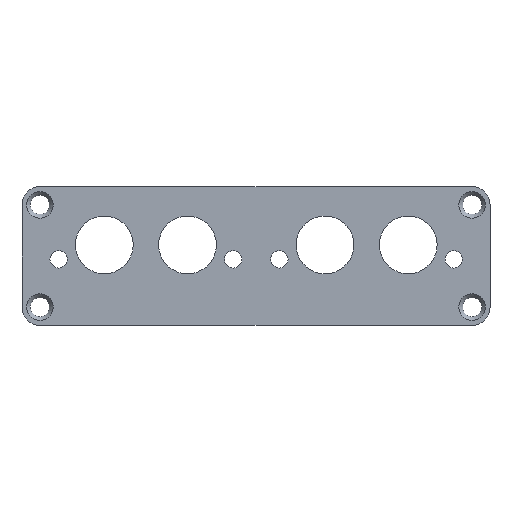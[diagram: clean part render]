
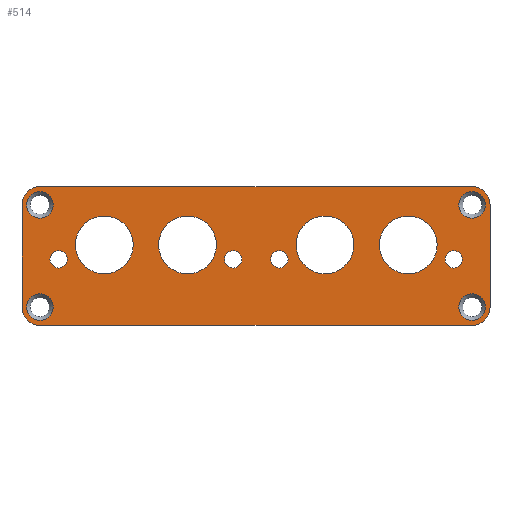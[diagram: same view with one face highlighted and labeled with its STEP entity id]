
A CAD part, top view. The second image highlights one B-rep face of the part: STEP entity #514.
In plain terms, the highlighted planar face has unit normal (0, 0, 1).
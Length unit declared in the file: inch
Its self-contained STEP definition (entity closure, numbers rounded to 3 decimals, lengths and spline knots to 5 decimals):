
#31=FACE_BOUND('',#113,.T.);
#32=FACE_BOUND('',#114,.T.);
#33=FACE_BOUND('',#115,.T.);
#34=FACE_BOUND('',#116,.T.);
#35=FACE_BOUND('',#117,.T.);
#36=FACE_BOUND('',#118,.T.);
#37=FACE_BOUND('',#119,.T.);
#38=FACE_BOUND('',#120,.T.);
#39=FACE_BOUND('',#121,.T.);
#40=FACE_BOUND('',#122,.T.);
#41=FACE_BOUND('',#123,.T.);
#42=FACE_BOUND('',#124,.T.);
#48=PLANE('',#598);
#74=FACE_OUTER_BOUND('',#112,.T.);
#112=EDGE_LOOP('',(#453,#454,#455,#456,#457,#458,#459,#460));
#113=EDGE_LOOP('',(#461));
#114=EDGE_LOOP('',(#462));
#115=EDGE_LOOP('',(#463));
#116=EDGE_LOOP('',(#464));
#117=EDGE_LOOP('',(#465));
#118=EDGE_LOOP('',(#466));
#119=EDGE_LOOP('',(#467));
#120=EDGE_LOOP('',(#468));
#121=EDGE_LOOP('',(#469));
#122=EDGE_LOOP('',(#470));
#123=EDGE_LOOP('',(#471));
#124=EDGE_LOOP('',(#472));
#137=LINE('',#820,#169);
#143=LINE('',#849,#175);
#155=LINE('',#892,#187);
#156=LINE('',#894,#188);
#169=VECTOR('',#669,0.3937);
#175=VECTOR('',#697,0.3937);
#187=VECTOR('',#751,0.3937);
#188=VECTOR('',#754,0.3937);
#189=CIRCLE('',#538,0.25);
#191=CIRCLE('',#541,0.25);
#193=CIRCLE('',#544,0.25);
#195=CIRCLE('',#547,0.25);
#197=CIRCLE('',#550,0.075);
#199=CIRCLE('',#553,0.075);
#201=CIRCLE('',#556,0.075);
#203=CIRCLE('',#559,0.075);
#205=CIRCLE('',#562,0.15492);
#214=CIRCLE('',#574,0.15492);
#215=CIRCLE('',#577,0.15492);
#216=CIRCLE('',#579,0.15492);
#218=CIRCLE('',#582,0.115);
#220=CIRCLE('',#586,0.115);
#222=CIRCLE('',#590,0.115);
#224=CIRCLE('',#594,0.115);
#225=VERTEX_POINT('',#759);
#227=VERTEX_POINT('',#765);
#229=VERTEX_POINT('',#771);
#231=VERTEX_POINT('',#777);
#233=VERTEX_POINT('',#783);
#235=VERTEX_POINT('',#789);
#237=VERTEX_POINT('',#795);
#239=VERTEX_POINT('',#801);
#241=VERTEX_POINT('',#807);
#242=VERTEX_POINT('',#808);
#246=VERTEX_POINT('',#818);
#256=VERTEX_POINT('',#842);
#257=VERTEX_POINT('',#843);
#258=VERTEX_POINT('',#848);
#259=VERTEX_POINT('',#852);
#260=VERTEX_POINT('',#856);
#262=VERTEX_POINT('',#862);
#264=VERTEX_POINT('',#870);
#266=VERTEX_POINT('',#878);
#268=VERTEX_POINT('',#886);
#269=EDGE_CURVE('',#225,#225,#189,.T.);
#272=EDGE_CURVE('',#227,#227,#191,.T.);
#275=EDGE_CURVE('',#229,#229,#193,.T.);
#278=EDGE_CURVE('',#231,#231,#195,.T.);
#281=EDGE_CURVE('',#233,#233,#197,.T.);
#284=EDGE_CURVE('',#235,#235,#199,.T.);
#287=EDGE_CURVE('',#237,#237,#201,.T.);
#290=EDGE_CURVE('',#239,#239,#203,.T.);
#293=EDGE_CURVE('',#241,#242,#205,.T.);
#299=EDGE_CURVE('',#246,#241,#137,.T.);
#310=EDGE_CURVE('',#256,#257,#214,.T.);
#313=EDGE_CURVE('',#257,#258,#143,.T.);
#315=EDGE_CURVE('',#258,#259,#215,.T.);
#317=EDGE_CURVE('',#260,#246,#216,.T.);
#321=EDGE_CURVE('',#262,#262,#218,.T.);
#325=EDGE_CURVE('',#264,#264,#220,.T.);
#329=EDGE_CURVE('',#266,#266,#222,.T.);
#333=EDGE_CURVE('',#268,#268,#224,.T.);
#335=EDGE_CURVE('',#259,#260,#155,.T.);
#336=EDGE_CURVE('',#242,#256,#156,.T.);
#453=ORIENTED_EDGE('',*,*,#293,.F.);
#454=ORIENTED_EDGE('',*,*,#299,.F.);
#455=ORIENTED_EDGE('',*,*,#317,.F.);
#456=ORIENTED_EDGE('',*,*,#335,.F.);
#457=ORIENTED_EDGE('',*,*,#315,.F.);
#458=ORIENTED_EDGE('',*,*,#313,.F.);
#459=ORIENTED_EDGE('',*,*,#310,.F.);
#460=ORIENTED_EDGE('',*,*,#336,.F.);
#461=ORIENTED_EDGE('',*,*,#269,.T.);
#462=ORIENTED_EDGE('',*,*,#272,.T.);
#463=ORIENTED_EDGE('',*,*,#275,.T.);
#464=ORIENTED_EDGE('',*,*,#278,.T.);
#465=ORIENTED_EDGE('',*,*,#281,.T.);
#466=ORIENTED_EDGE('',*,*,#284,.T.);
#467=ORIENTED_EDGE('',*,*,#287,.T.);
#468=ORIENTED_EDGE('',*,*,#290,.T.);
#469=ORIENTED_EDGE('',*,*,#321,.T.);
#470=ORIENTED_EDGE('',*,*,#325,.T.);
#471=ORIENTED_EDGE('',*,*,#329,.T.);
#472=ORIENTED_EDGE('',*,*,#333,.T.);
#514=ADVANCED_FACE('',(#74,#31,#32,#33,#34,#35,#36,#37,#38,#39,#40,#41,
#42),#48,.T.);
#538=AXIS2_PLACEMENT_3D('',#760,#603,#604);
#541=AXIS2_PLACEMENT_3D('',#766,#610,#611);
#544=AXIS2_PLACEMENT_3D('',#772,#617,#618);
#547=AXIS2_PLACEMENT_3D('',#778,#624,#625);
#550=AXIS2_PLACEMENT_3D('',#784,#631,#632);
#553=AXIS2_PLACEMENT_3D('',#790,#638,#639);
#556=AXIS2_PLACEMENT_3D('',#796,#645,#646);
#559=AXIS2_PLACEMENT_3D('',#802,#652,#653);
#562=AXIS2_PLACEMENT_3D('',#809,#659,#660);
#574=AXIS2_PLACEMENT_3D('',#844,#691,#692);
#577=AXIS2_PLACEMENT_3D('',#853,#701,#702);
#579=AXIS2_PLACEMENT_3D('',#857,#706,#707);
#582=AXIS2_PLACEMENT_3D('',#864,#714,#715);
#586=AXIS2_PLACEMENT_3D('',#872,#724,#725);
#590=AXIS2_PLACEMENT_3D('',#880,#734,#735);
#594=AXIS2_PLACEMENT_3D('',#888,#744,#745);
#598=AXIS2_PLACEMENT_3D('',#895,#755,#756);
#603=DIRECTION('center_axis',(0.,0.,-1.));
#604=DIRECTION('ref_axis',(1.,0.,0.));
#610=DIRECTION('center_axis',(0.,0.,-1.));
#611=DIRECTION('ref_axis',(1.,0.,0.));
#617=DIRECTION('center_axis',(0.,0.,-1.));
#618=DIRECTION('ref_axis',(1.,0.,0.));
#624=DIRECTION('center_axis',(0.,0.,-1.));
#625=DIRECTION('ref_axis',(1.,0.,0.));
#631=DIRECTION('center_axis',(0.,0.,-1.));
#632=DIRECTION('ref_axis',(1.,0.,0.));
#638=DIRECTION('center_axis',(0.,0.,-1.));
#639=DIRECTION('ref_axis',(1.,0.,0.));
#645=DIRECTION('center_axis',(0.,0.,-1.));
#646=DIRECTION('ref_axis',(1.,0.,0.));
#652=DIRECTION('center_axis',(0.,0.,-1.));
#653=DIRECTION('ref_axis',(1.,0.,0.));
#659=DIRECTION('center_axis',(0.,0.,-1.));
#660=DIRECTION('ref_axis',(-0.707,-0.707,0.));
#669=DIRECTION('',(-1.,0.,0.));
#691=DIRECTION('center_axis',(0.,0.,-1.));
#692=DIRECTION('ref_axis',(-0.707,0.707,0.));
#697=DIRECTION('',(1.,0.,0.));
#701=DIRECTION('center_axis',(0.,0.,-1.));
#702=DIRECTION('ref_axis',(0.707,0.707,0.));
#706=DIRECTION('center_axis',(0.,0.,-1.));
#707=DIRECTION('ref_axis',(0.707,-0.707,0.));
#714=DIRECTION('center_axis',(0.,0.,-1.));
#715=DIRECTION('ref_axis',(1.,0.,0.));
#724=DIRECTION('center_axis',(0.,0.,-1.));
#725=DIRECTION('ref_axis',(1.,0.,0.));
#734=DIRECTION('center_axis',(0.,0.,-1.));
#735=DIRECTION('ref_axis',(1.,0.,0.));
#744=DIRECTION('center_axis',(0.,0.,-1.));
#745=DIRECTION('ref_axis',(1.,0.,0.));
#751=DIRECTION('',(0.,-1.,0.));
#754=DIRECTION('',(0.,1.,0.));
#755=DIRECTION('center_axis',(0.,0.,1.));
#756=DIRECTION('ref_axis',(1.,0.,0.));
#759=CARTESIAN_POINT('',(-0.8428,0.096,0.05906));
#760=CARTESIAN_POINT('Origin',(-0.5928,0.096,0.05906));
#765=CARTESIAN_POINT('',(1.0672,0.096,0.05906));
#766=CARTESIAN_POINT('Origin',(1.3172,0.096,0.05906));
#771=CARTESIAN_POINT('',(0.3472,0.096,0.05906));
#772=CARTESIAN_POINT('Origin',(0.5972,0.096,0.05906));
#777=CARTESIAN_POINT('',(-1.5628,0.096,0.05906));
#778=CARTESIAN_POINT('Origin',(-1.3128,0.096,0.05906));
#783=CARTESIAN_POINT('',(-0.2728,-0.029,0.05906));
#784=CARTESIAN_POINT('Origin',(-0.1978,-0.029,0.05906));
#789=CARTESIAN_POINT('',(1.6372,-0.029,0.05906));
#790=CARTESIAN_POINT('Origin',(1.7122,-0.029,0.05906));
#795=CARTESIAN_POINT('',(0.12712,-0.029,0.05906));
#796=CARTESIAN_POINT('Origin',(0.20212,-0.029,0.05906));
#801=CARTESIAN_POINT('',(-1.78288,-0.029,0.05906));
#802=CARTESIAN_POINT('Origin',(-1.70788,-0.029,0.05906));
#807=CARTESIAN_POINT('',(-1.87008,-0.6,0.05906));
#808=CARTESIAN_POINT('',(-2.025,-0.44508,0.05906));
#809=CARTESIAN_POINT('Origin',(-1.87008,-0.44508,0.05906));
#818=CARTESIAN_POINT('',(1.87008,-0.6,0.05906));
#820=CARTESIAN_POINT('',(2.025,-0.6,0.05906));
#842=CARTESIAN_POINT('',(-2.025,0.44508,0.05906));
#843=CARTESIAN_POINT('',(-1.87008,0.6,0.05906));
#844=CARTESIAN_POINT('Origin',(-1.87008,0.44508,0.05906));
#848=CARTESIAN_POINT('',(1.87008,0.6,0.05906));
#849=CARTESIAN_POINT('',(-2.025,0.6,0.05906));
#852=CARTESIAN_POINT('',(2.025,0.44508,0.05906));
#853=CARTESIAN_POINT('Origin',(1.87008,0.44508,0.05906));
#856=CARTESIAN_POINT('',(2.025,-0.44508,0.05906));
#857=CARTESIAN_POINT('Origin',(1.87008,-0.44508,0.05906));
#862=CARTESIAN_POINT('',(1.755,-0.4425,0.05906));
#864=CARTESIAN_POINT('Origin',(1.87,-0.4425,0.05906));
#870=CARTESIAN_POINT('',(-1.985,0.4425,0.05906));
#872=CARTESIAN_POINT('Origin',(-1.87,0.4425,0.05906));
#878=CARTESIAN_POINT('',(-1.985,-0.4425,0.05906));
#880=CARTESIAN_POINT('Origin',(-1.87,-0.4425,0.05906));
#886=CARTESIAN_POINT('',(1.755,0.4425,0.05906));
#888=CARTESIAN_POINT('Origin',(1.87,0.4425,0.05906));
#892=CARTESIAN_POINT('',(2.025,0.6,0.05906));
#894=CARTESIAN_POINT('',(-2.025,-0.6,0.05906));
#895=CARTESIAN_POINT('Origin',(0.,0.,
0.05906));
